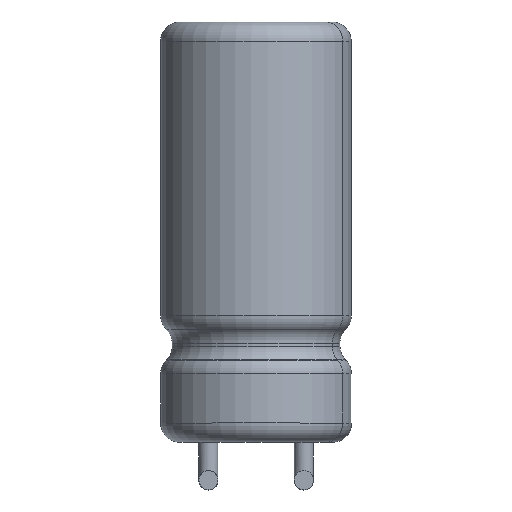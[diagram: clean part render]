
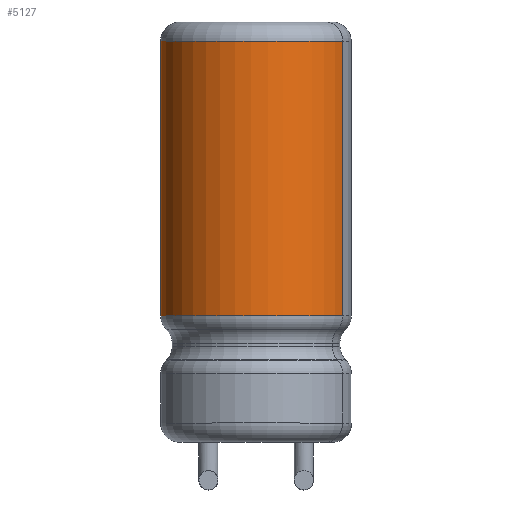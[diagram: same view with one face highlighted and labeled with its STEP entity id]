
A CAD part, top view. The second image highlights one B-rep face of the part: STEP entity #5127.
In plain terms, the highlighted cylindrical face has radius 2.5 mm (diameter 5 mm), a partial arc.
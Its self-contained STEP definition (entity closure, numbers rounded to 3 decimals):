
#3453 = PLANE('',#3454);
#3454 = AXIS2_PLACEMENT_3D('',#3455,#3456,#3457);
#3455 = CARTESIAN_POINT('',(0.,0.,0.));
#3456 = DIRECTION('',(-0.423,0.,0.906));
#3457 = DIRECTION('',(0.906,0.,0.423));
#3555 = VERTEX_POINT('',#3556);
#3556 = CARTESIAN_POINT('',(-2.5,10.5,0.));
#3576 = CYLINDRICAL_SURFACE('',#3577,2.5);
#3577 = AXIS2_PLACEMENT_3D('',#3578,#3579,#3580);
#3578 = CARTESIAN_POINT('',(0.,11.,0.));
#3579 = DIRECTION('',(0.,1.,-0.));
#3580 = DIRECTION('',(-1.,0.,0.));
#3605 = TOROIDAL_SURFACE('',#3606,2.,0.5);
#3606 = AXIS2_PLACEMENT_3D('',#3607,#3608,#3609);
#3607 = CARTESIAN_POINT('',(0.,10.5,0.));
#3608 = DIRECTION('',(0.,1.,-0.));
#3609 = DIRECTION('',(-1.,0.,0.));
#3683 = VERTEX_POINT('',#3684);
#3684 = CARTESIAN_POINT('',(-2.5,3.307,0.));
#3711 = EDGE_CURVE('',#3683,#3555,#3712,.T.);
#3712 = SURFACE_CURVE('',#3713,(#3717,#3724),.PCURVE_S1.);
#3713 = LINE('',#3714,#3715);
#3714 = CARTESIAN_POINT('',(-2.5,11.,0.));
#3715 = VECTOR('',#3716,1.);
#3716 = DIRECTION('',(0.,1.,-0.));
#3717 = PCURVE('',#3576,#3718);
#3718 = DEFINITIONAL_REPRESENTATION('',(#3719),#3723);
#3719 = LINE('',#3720,#3721);
#3720 = CARTESIAN_POINT('',(6.283,0.));
#3721 = VECTOR('',#3722,1.);
#3722 = DIRECTION('',(0.,1.));
#3723 = ( GEOMETRIC_REPRESENTATION_CONTEXT(2) 
PARAMETRIC_REPRESENTATION_CONTEXT() REPRESENTATION_CONTEXT('2D SPACE',''
  ) );
#3724 = PCURVE('',#3725,#3730);
#3725 = CYLINDRICAL_SURFACE('',#3726,2.5);
#3726 = AXIS2_PLACEMENT_3D('',#3727,#3728,#3729);
#3727 = CARTESIAN_POINT('',(0.,11.,0.));
#3728 = DIRECTION('',(0.,1.,-0.));
#3729 = DIRECTION('',(-1.,0.,0.));
#3730 = DEFINITIONAL_REPRESENTATION('',(#3731),#3735);
#3731 = LINE('',#3732,#3733);
#3732 = CARTESIAN_POINT('',(0.,0.));
#3733 = VECTOR('',#3734,1.);
#3734 = DIRECTION('',(0.,1.));
#3735 = ( GEOMETRIC_REPRESENTATION_CONTEXT(2) 
PARAMETRIC_REPRESENTATION_CONTEXT() REPRESENTATION_CONTEXT('2D SPACE',''
  ) );
#3808 = TOROIDAL_SURFACE('',#3809,2.,0.5);
#3809 = AXIS2_PLACEMENT_3D('',#3810,#3811,#3812);
#3810 = CARTESIAN_POINT('',(0.,3.307,0.));
#3811 = DIRECTION('',(0.,1.,-0.));
#3812 = DIRECTION('',(-1.,0.,0.));
#4662 = VERTEX_POINT('',#4663);
#4663 = CARTESIAN_POINT('',(2.266,10.5,1.057));
#4685 = EDGE_CURVE('',#4686,#4662,#4688,.T.);
#4686 = VERTEX_POINT('',#4687);
#4687 = CARTESIAN_POINT('',(2.266,3.307,1.057
    ));
#4688 = SURFACE_CURVE('',#4689,(#4693,#4700),.PCURVE_S1.);
#4689 = LINE('',#4690,#4691);
#4690 = CARTESIAN_POINT('',(2.266,11.,1.057));
#4691 = VECTOR('',#4692,1.);
#4692 = DIRECTION('',(0.,1.,-0.));
#4693 = PCURVE('',#3453,#4694);
#4694 = DEFINITIONAL_REPRESENTATION('',(#4695),#4699);
#4695 = LINE('',#4696,#4697);
#4696 = CARTESIAN_POINT('',(2.5,11.));
#4697 = VECTOR('',#4698,1.);
#4698 = DIRECTION('',(0.,1.));
#4699 = ( GEOMETRIC_REPRESENTATION_CONTEXT(2) 
PARAMETRIC_REPRESENTATION_CONTEXT() REPRESENTATION_CONTEXT('2D SPACE',''
  ) );
#4700 = PCURVE('',#3725,#4701);
#4701 = DEFINITIONAL_REPRESENTATION('',(#4702),#4706);
#4702 = LINE('',#4703,#4704);
#4703 = CARTESIAN_POINT('',(2.705,0.));
#4704 = VECTOR('',#4705,1.);
#4705 = DIRECTION('',(0.,1.));
#4706 = ( GEOMETRIC_REPRESENTATION_CONTEXT(2) 
PARAMETRIC_REPRESENTATION_CONTEXT() REPRESENTATION_CONTEXT('2D SPACE',''
  ) );
#5104 = EDGE_CURVE('',#3555,#4662,#5105,.T.);
#5105 = SURFACE_CURVE('',#5106,(#5111,#5118),.PCURVE_S1.);
#5106 = CIRCLE('',#5107,2.5);
#5107 = AXIS2_PLACEMENT_3D('',#5108,#5109,#5110);
#5108 = CARTESIAN_POINT('',(0.,10.5,0.));
#5109 = DIRECTION('',(0.,1.,0.));
#5110 = DIRECTION('',(-1.,0.,0.));
#5111 = PCURVE('',#3605,#5112);
#5112 = DEFINITIONAL_REPRESENTATION('',(#5113),#5117);
#5113 = LINE('',#5114,#5115);
#5114 = CARTESIAN_POINT('',(0.,0.));
#5115 = VECTOR('',#5116,1.);
#5116 = DIRECTION('',(1.,0.));
#5117 = ( GEOMETRIC_REPRESENTATION_CONTEXT(2) 
PARAMETRIC_REPRESENTATION_CONTEXT() REPRESENTATION_CONTEXT('2D SPACE',''
  ) );
#5118 = PCURVE('',#3725,#5119);
#5119 = DEFINITIONAL_REPRESENTATION('',(#5120),#5124);
#5120 = LINE('',#5121,#5122);
#5121 = CARTESIAN_POINT('',(0.,-0.5));
#5122 = VECTOR('',#5123,1.);
#5123 = DIRECTION('',(1.,0.));
#5124 = ( GEOMETRIC_REPRESENTATION_CONTEXT(2) 
PARAMETRIC_REPRESENTATION_CONTEXT() REPRESENTATION_CONTEXT('2D SPACE',''
  ) );
#5127 = ADVANCED_FACE('',(#5128),#3725,.T.);
#5128 = FACE_BOUND('',#5129,.T.);
#5129 = EDGE_LOOP('',(#5130,#5131,#5153,#5154));
#5130 = ORIENTED_EDGE('',*,*,#3711,.F.);
#5131 = ORIENTED_EDGE('',*,*,#5132,.T.);
#5132 = EDGE_CURVE('',#3683,#4686,#5133,.T.);
#5133 = SURFACE_CURVE('',#5134,(#5139,#5146),.PCURVE_S1.);
#5134 = CIRCLE('',#5135,2.5);
#5135 = AXIS2_PLACEMENT_3D('',#5136,#5137,#5138);
#5136 = CARTESIAN_POINT('',(0.,3.307,0.));
#5137 = DIRECTION('',(0.,1.,0.));
#5138 = DIRECTION('',(-1.,0.,0.));
#5139 = PCURVE('',#3725,#5140);
#5140 = DEFINITIONAL_REPRESENTATION('',(#5141),#5145);
#5141 = LINE('',#5142,#5143);
#5142 = CARTESIAN_POINT('',(0.,-7.693));
#5143 = VECTOR('',#5144,1.);
#5144 = DIRECTION('',(1.,0.));
#5145 = ( GEOMETRIC_REPRESENTATION_CONTEXT(2) 
PARAMETRIC_REPRESENTATION_CONTEXT() REPRESENTATION_CONTEXT('2D SPACE',''
  ) );
#5146 = PCURVE('',#3808,#5147);
#5147 = DEFINITIONAL_REPRESENTATION('',(#5148),#5152);
#5148 = LINE('',#5149,#5150);
#5149 = CARTESIAN_POINT('',(0.,6.283));
#5150 = VECTOR('',#5151,1.);
#5151 = DIRECTION('',(1.,0.));
#5152 = ( GEOMETRIC_REPRESENTATION_CONTEXT(2) 
PARAMETRIC_REPRESENTATION_CONTEXT() REPRESENTATION_CONTEXT('2D SPACE',''
  ) );
#5153 = ORIENTED_EDGE('',*,*,#4685,.T.);
#5154 = ORIENTED_EDGE('',*,*,#5104,.F.);
